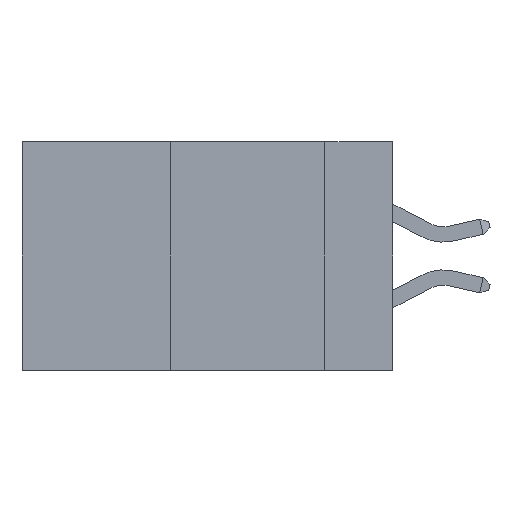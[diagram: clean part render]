
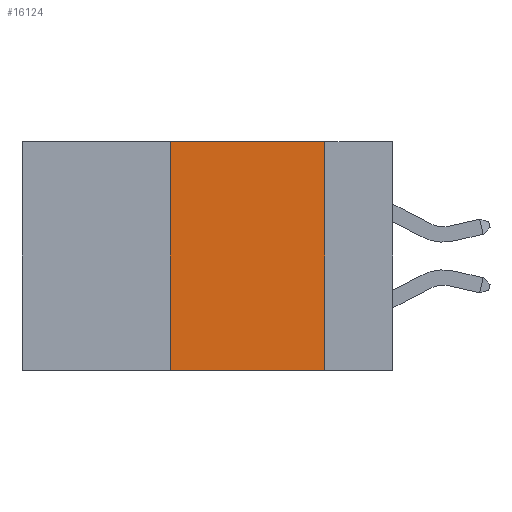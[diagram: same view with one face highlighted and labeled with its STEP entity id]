
A CAD part, left-side view. The second image highlights one B-rep face of the part: STEP entity #16124.
In plain terms, the highlighted planar face has unit normal (-1, 0, 0).
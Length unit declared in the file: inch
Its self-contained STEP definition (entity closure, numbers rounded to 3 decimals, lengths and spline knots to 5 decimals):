
#22 = CARTESIAN_POINT ( 'NONE',  ( 0., 0.36, 0. ) ) ;
#553 = VERTEX_POINT ( 'NONE', #18873 ) ;
#874 = DIRECTION ( 'NONE',  ( 1., 0., 0. ) ) ;
#2121 = VECTOR ( 'NONE', #17807, 39.37008 ) ;
#3113 = DIRECTION ( 'NONE',  ( 0., 0., -1. ) ) ;
#3261 = DIRECTION ( 'NONE',  ( 0., -1., 0. ) ) ;
#3461 = FACE_OUTER_BOUND ( 'NONE', #11041, .T. ) ;
#3471 = CARTESIAN_POINT ( 'NONE',  ( 0., 0.6, 0. ) ) ;
#3715 = CARTESIAN_POINT ( 'NONE',  ( 0., 0.11, -0.37 ) ) ;
#4373 = EDGE_CURVE ( 'NONE', #5663, #8344, #11974, .T. ) ;
#4803 = CARTESIAN_POINT ( 'NONE',  ( 0., 0.11, 0. ) ) ;
#5053 = ORIENTED_EDGE ( 'NONE', *, *, #8021, .F. ) ;
#5400 = EDGE_CURVE ( 'NONE', #5663, #20420, #5413, .T. ) ;
#5413 = LINE ( 'NONE', #22, #2121 ) ;
#5663 = VERTEX_POINT ( 'NONE', #10272 ) ;
#6657 = VECTOR ( 'NONE', #3113, 39.37008 ) ;
#6671 = EDGE_CURVE ( 'NONE', #20420, #553, #12742, .T. ) ;
#7961 = VECTOR ( 'NONE', #3261, 39.37008 ) ;
#8021 = EDGE_CURVE ( 'NONE', #553, #8344, #18782, .T. ) ;
#8344 = VERTEX_POINT ( 'NONE', #3715 ) ;
#8408 = DIRECTION ( 'NONE',  ( 0., -1., 0. ) ) ;
#9010 = DIRECTION ( 'NONE',  ( 0., 0., -1. ) ) ;
#10272 = CARTESIAN_POINT ( 'NONE',  ( 0., 0.36, -0.37 ) ) ;
#11041 = EDGE_LOOP ( 'NONE', ( #5053, #12978, #19144, #11345 ) ) ;
#11345 = ORIENTED_EDGE ( 'NONE', *, *, #4373, .T. ) ;
#11651 = AXIS2_PLACEMENT_3D ( 'NONE', #20104, #874, #9010 ) ;
#11974 = LINE ( 'NONE', #16587, #17763 ) ;
#12742 = LINE ( 'NONE', #3471, #7961 ) ;
#12978 = ORIENTED_EDGE ( 'NONE', *, *, #6671, .F. ) ;
#16124 = ADVANCED_FACE ( 'NONE', ( #3461 ), #20293, .F. ) ;
#16587 = CARTESIAN_POINT ( 'NONE',  ( 0., 0.6, -0.37 ) ) ;
#17763 = VECTOR ( 'NONE', #8408, 39.37008 ) ;
#17807 = DIRECTION ( 'NONE',  ( 0., 0., 1. ) ) ;
#18740 = CARTESIAN_POINT ( 'NONE',  ( 0., 0.36, 0. ) ) ;
#18782 = LINE ( 'NONE', #4803, #6657 ) ;
#18873 = CARTESIAN_POINT ( 'NONE',  ( 0., 0.11, 0. ) ) ;
#19144 = ORIENTED_EDGE ( 'NONE', *, *, #5400, .F. ) ;
#20104 = CARTESIAN_POINT ( 'NONE',  ( 0., 0.6, 0. ) ) ;
#20293 = PLANE ( 'NONE',  #11651 ) ;
#20420 = VERTEX_POINT ( 'NONE', #18740 ) ;
